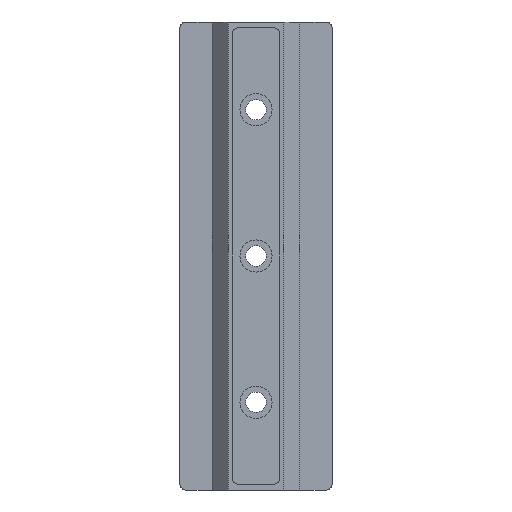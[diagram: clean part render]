
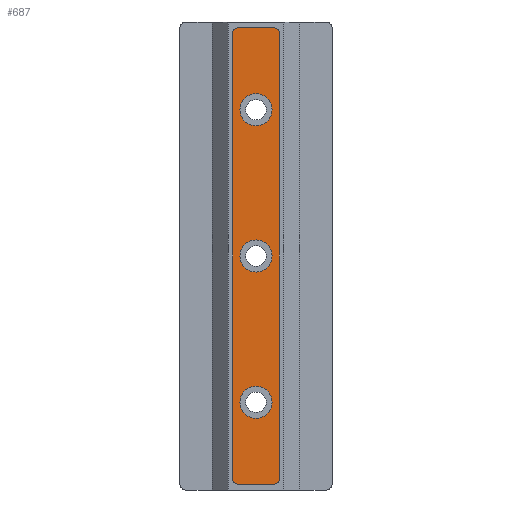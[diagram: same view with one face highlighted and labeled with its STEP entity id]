
A CAD part, left-side view. The second image highlights one B-rep face of the part: STEP entity #687.
In plain terms, the highlighted planar face has unit normal (-1, 0, 0).
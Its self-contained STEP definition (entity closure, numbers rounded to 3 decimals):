
#26 = EDGE_CURVE ( 'NONE', #266, #85, #265, .T. ) ;
#55 = AXIS2_PLACEMENT_3D ( 'NONE', #1360, #297, #2044 ) ;
#80 = CARTESIAN_POINT ( 'NONE',  ( -8.3, 0., -22.25 ) ) ;
#85 = VERTEX_POINT ( 'NONE', #1881 ) ;
#103 = FACE_BOUND ( 'NONE', #432, .T. ) ;
#120 = ORIENTED_EDGE ( 'NONE', *, *, #26, .T. ) ;
#152 = EDGE_CURVE ( 'NONE', #2023, #616, #554, .T. ) ;
#168 = AXIS2_PLACEMENT_3D ( 'NONE', #910, #2173, #236 ) ;
#170 = CIRCLE ( 'NONE', #55, 1. ) ;
#221 = AXIS2_PLACEMENT_3D ( 'NONE', #311, #838, #639 ) ;
#236 = DIRECTION ( 'NONE',  ( 0., 0., -1. ) ) ;
#241 = LINE ( 'NONE', #1273, #2216 ) ;
#258 = CARTESIAN_POINT ( 'NONE',  ( -8.3, -4., 38. ) ) ;
#265 = CIRCLE ( 'NONE', #2161, 2.75 ) ;
#266 = VERTEX_POINT ( 'NONE', #1814 ) ;
#272 = FACE_OUTER_BOUND ( 'NONE', #793, .T. ) ;
#284 = ORIENTED_EDGE ( 'NONE', *, *, #859, .T. ) ;
#289 = ORIENTED_EDGE ( 'NONE', *, *, #2110, .T. ) ;
#294 = ORIENTED_EDGE ( 'NONE', *, *, #900, .T. ) ;
#297 = DIRECTION ( 'NONE',  ( -1., 0., 0. ) ) ;
#304 = DIRECTION ( 'NONE',  ( 0., 0., -1. ) ) ;
#311 = CARTESIAN_POINT ( 'NONE',  ( -8.3, 0., 0. ) ) ;
#344 = VECTOR ( 'NONE', #2000, 1000. ) ;
#377 = VERTEX_POINT ( 'NONE', #1307 ) ;
#413 = AXIS2_PLACEMENT_3D ( 'NONE', #1379, #2031, #789 ) ;
#428 = DIRECTION ( 'NONE',  ( 0., 0., -1. ) ) ;
#432 = EDGE_LOOP ( 'NONE', ( #538, #294 ) ) ;
#446 = EDGE_CURVE ( 'NONE', #2143, #1974, #1401, .T. ) ;
#460 = DIRECTION ( 'NONE',  ( 0., 0., -1. ) ) ;
#499 = DIRECTION ( 'NONE',  ( 1., 0., 0. ) ) ;
#504 = AXIS2_PLACEMENT_3D ( 'NONE', #2156, #1291, #428 ) ;
#538 = ORIENTED_EDGE ( 'NONE', *, *, #1912, .T. ) ;
#539 = CARTESIAN_POINT ( 'NONE',  ( -8.3, 0., 0. ) ) ;
#554 = CIRCLE ( 'NONE', #1039, 1. ) ;
#563 = EDGE_CURVE ( 'NONE', #751, #1495, #1275, .T. ) ;
#580 = ORIENTED_EDGE ( 'NONE', *, *, #1963, .T. ) ;
#604 = EDGE_CURVE ( 'NONE', #2143, #1450, #1136, .T. ) ;
#616 = VERTEX_POINT ( 'NONE', #832 ) ;
#639 = DIRECTION ( 'NONE',  ( 0., 0., 1. ) ) ;
#641 = CIRCLE ( 'NONE', #168, 2.75 ) ;
#671 = DIRECTION ( 'NONE',  ( 0., 0., -1. ) ) ;
#672 = DIRECTION ( 'NONE',  ( 0., 0., -1. ) ) ;
#683 = CARTESIAN_POINT ( 'NONE',  ( -8.3, -4., 39. ) ) ;
#687 = ADVANCED_FACE ( 'NONE', ( #1513, #103, #2211, #272 ), #981, .F. ) ;
#751 = VERTEX_POINT ( 'NONE', #1848 ) ;
#761 = DIRECTION ( 'NONE',  ( 0., 1., 0. ) ) ;
#767 = EDGE_CURVE ( 'NONE', #819, #1450, #1639, .T. ) ;
#789 = DIRECTION ( 'NONE',  ( 0., 0., -1. ) ) ;
#790 = DIRECTION ( 'NONE',  ( 1., 0., 0. ) ) ;
#793 = EDGE_LOOP ( 'NONE', ( #964, #289, #1081, #1749, #1531, #1946, #1030, #1716 ) ) ;
#819 = VERTEX_POINT ( 'NONE', #1089 ) ;
#832 = CARTESIAN_POINT ( 'NONE',  ( -8.3, 3., -39. ) ) ;
#838 = DIRECTION ( 'NONE',  ( 1., 0., 0. ) ) ;
#859 = EDGE_CURVE ( 'NONE', #85, #266, #1926, .T. ) ;
#882 = CARTESIAN_POINT ( 'NONE',  ( -8.3, 3., -38. ) ) ;
#883 = EDGE_LOOP ( 'NONE', ( #580, #1546 ) ) ;
#900 = EDGE_CURVE ( 'NONE', #1329, #377, #1150, .T. ) ;
#910 = CARTESIAN_POINT ( 'NONE',  ( -8.3, 0., -25. ) ) ;
#933 = CARTESIAN_POINT ( 'NONE',  ( -8.3, -4., -39. ) ) ;
#939 = CARTESIAN_POINT ( 'NONE',  ( -8.3, 0., 0. ) ) ;
#964 = ORIENTED_EDGE ( 'NONE', *, *, #1602, .F. ) ;
#981 = PLANE ( 'NONE',  #221 ) ;
#1012 = CIRCLE ( 'NONE', #1388, 2.75 ) ;
#1030 = ORIENTED_EDGE ( 'NONE', *, *, #1594, .F. ) ;
#1032 = CARTESIAN_POINT ( 'NONE',  ( -8.3, -3., 39. ) ) ;
#1039 = AXIS2_PLACEMENT_3D ( 'NONE', #882, #1732, #1389 ) ;
#1081 = ORIENTED_EDGE ( 'NONE', *, *, #446, .F. ) ;
#1089 = CARTESIAN_POINT ( 'NONE',  ( -8.3, 3., 39. ) ) ;
#1091 = CARTESIAN_POINT ( 'NONE',  ( -8.3, 4., -38. ) ) ;
#1116 = CARTESIAN_POINT ( 'NONE',  ( -8.3, -4., -38. ) ) ;
#1134 = DIRECTION ( 'NONE',  ( 0., 0., 1. ) ) ;
#1136 = CIRCLE ( 'NONE', #1507, 1. ) ;
#1150 = CIRCLE ( 'NONE', #1519, 2.75 ) ;
#1215 = CARTESIAN_POINT ( 'NONE',  ( -8.3, 0., -2.75 ) ) ;
#1224 = CARTESIAN_POINT ( 'NONE',  ( -8.3, -3., -39. ) ) ;
#1268 = CARTESIAN_POINT ( 'NONE',  ( -8.3, -4., 39. ) ) ;
#1273 = CARTESIAN_POINT ( 'NONE',  ( -8.3, 4., 39. ) ) ;
#1275 = CIRCLE ( 'NONE', #1426, 2.75 ) ;
#1283 = CARTESIAN_POINT ( 'NONE',  ( -8.3, 4., 38. ) ) ;
#1291 = DIRECTION ( 'NONE',  ( 1., 0., 0. ) ) ;
#1303 = VERTEX_POINT ( 'NONE', #1224 ) ;
#1307 = CARTESIAN_POINT ( 'NONE',  ( -8.3, 0., 2.75 ) ) ;
#1329 = VERTEX_POINT ( 'NONE', #1215 ) ;
#1340 = DIRECTION ( 'NONE',  ( 0., 0., -1. ) ) ;
#1360 = CARTESIAN_POINT ( 'NONE',  ( -8.3, -3., -38. ) ) ;
#1379 = CARTESIAN_POINT ( 'NONE',  ( -8.3, 3., 38. ) ) ;
#1388 = AXIS2_PLACEMENT_3D ( 'NONE', #539, #2102, #1949 ) ;
#1389 = DIRECTION ( 'NONE',  ( 0., 0., -1. ) ) ;
#1401 = LINE ( 'NONE', #683, #2191 ) ;
#1412 = VECTOR ( 'NONE', #761, 1000. ) ;
#1426 = AXIS2_PLACEMENT_3D ( 'NONE', #1522, #790, #304 ) ;
#1441 = CIRCLE ( 'NONE', #413, 1. ) ;
#1450 = VERTEX_POINT ( 'NONE', #1032 ) ;
#1495 = VERTEX_POINT ( 'NONE', #80 ) ;
#1507 = AXIS2_PLACEMENT_3D ( 'NONE', #2050, #1698, #1340 ) ;
#1513 = FACE_BOUND ( 'NONE', #1757, .T. ) ;
#1519 = AXIS2_PLACEMENT_3D ( 'NONE', #939, #1925, #671 ) ;
#1520 = VERTEX_POINT ( 'NONE', #1283 ) ;
#1522 = CARTESIAN_POINT ( 'NONE',  ( -8.3, 0., -25. ) ) ;
#1531 = ORIENTED_EDGE ( 'NONE', *, *, #767, .F. ) ;
#1546 = ORIENTED_EDGE ( 'NONE', *, *, #563, .T. ) ;
#1594 = EDGE_CURVE ( 'NONE', #2023, #1520, #241, .T. ) ;
#1602 = EDGE_CURVE ( 'NONE', #1303, #616, #1994, .T. ) ;
#1639 = LINE ( 'NONE', #1268, #344 ) ;
#1663 = EDGE_CURVE ( 'NONE', #819, #1520, #1441, .T. ) ;
#1698 = DIRECTION ( 'NONE',  ( -1., 0., 0. ) ) ;
#1716 = ORIENTED_EDGE ( 'NONE', *, *, #152, .T. ) ;
#1732 = DIRECTION ( 'NONE',  ( -1., 0., 0. ) ) ;
#1749 = ORIENTED_EDGE ( 'NONE', *, *, #604, .T. ) ;
#1757 = EDGE_LOOP ( 'NONE', ( #120, #284 ) ) ;
#1814 = CARTESIAN_POINT ( 'NONE',  ( -8.3, 0., 27.75 ) ) ;
#1848 = CARTESIAN_POINT ( 'NONE',  ( -8.3, 0., -27.75 ) ) ;
#1881 = CARTESIAN_POINT ( 'NONE',  ( -8.3, 0., 22.25 ) ) ;
#1912 = EDGE_CURVE ( 'NONE', #377, #1329, #1012, .T. ) ;
#1925 = DIRECTION ( 'NONE',  ( 1., 0., 0. ) ) ;
#1926 = CIRCLE ( 'NONE', #504, 2.75 ) ;
#1946 = ORIENTED_EDGE ( 'NONE', *, *, #1663, .T. ) ;
#1949 = DIRECTION ( 'NONE',  ( 0., 0., -1. ) ) ;
#1963 = EDGE_CURVE ( 'NONE', #1495, #751, #641, .T. ) ;
#1974 = VERTEX_POINT ( 'NONE', #1116 ) ;
#1994 = LINE ( 'NONE', #933, #1412 ) ;
#2000 = DIRECTION ( 'NONE',  ( 0., -1., 0. ) ) ;
#2023 = VERTEX_POINT ( 'NONE', #1091 ) ;
#2031 = DIRECTION ( 'NONE',  ( -1., 0., 0. ) ) ;
#2044 = DIRECTION ( 'NONE',  ( 0., 0., -1. ) ) ;
#2050 = CARTESIAN_POINT ( 'NONE',  ( -8.3, -3., 38. ) ) ;
#2071 = CARTESIAN_POINT ( 'NONE',  ( -8.3, 0., 25. ) ) ;
#2102 = DIRECTION ( 'NONE',  ( 1., 0., 0. ) ) ;
#2110 = EDGE_CURVE ( 'NONE', #1303, #1974, #170, .T. ) ;
#2143 = VERTEX_POINT ( 'NONE', #258 ) ;
#2156 = CARTESIAN_POINT ( 'NONE',  ( -8.3, 0., 25. ) ) ;
#2161 = AXIS2_PLACEMENT_3D ( 'NONE', #2071, #499, #460 ) ;
#2173 = DIRECTION ( 'NONE',  ( 1., 0., 0. ) ) ;
#2191 = VECTOR ( 'NONE', #672, 1000. ) ;
#2211 = FACE_BOUND ( 'NONE', #883, .T. ) ;
#2216 = VECTOR ( 'NONE', #1134, 1000. ) ;
